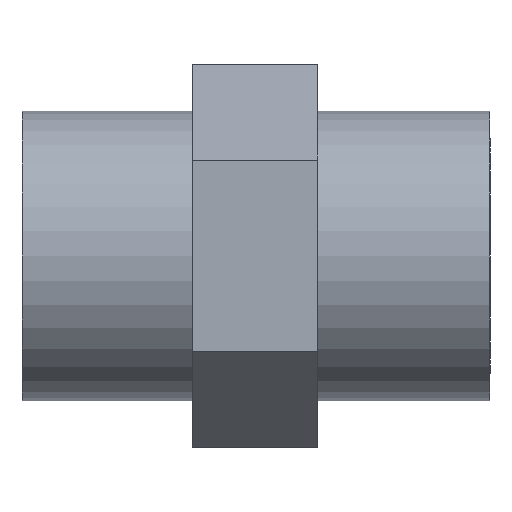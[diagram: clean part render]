
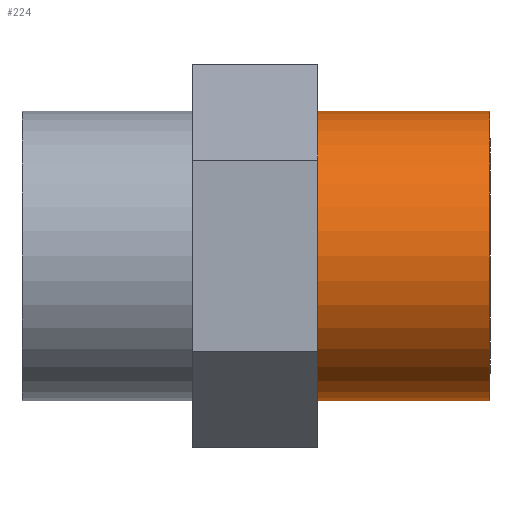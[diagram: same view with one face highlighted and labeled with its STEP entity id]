
A CAD part, front view. The second image highlights one B-rep face of the part: STEP entity #224.
In plain terms, the highlighted cylindrical face has radius 11.748 mm (diameter 23.495 mm), a partial arc.
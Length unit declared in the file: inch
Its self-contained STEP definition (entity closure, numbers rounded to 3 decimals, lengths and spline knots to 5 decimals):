
#2 = DIRECTION ( 'NONE',  ( -1., 0., 0. ) ) ;
#25 = ORIENTED_EDGE ( 'NONE', *, *, #139, .F. ) ;
#32 = EDGE_CURVE ( 'NONE', #213, #274, #74, .T. ) ;
#45 = ORIENTED_EDGE ( 'NONE', *, *, #32, .T. ) ;
#74 = LINE ( 'NONE', #137, #501 ) ;
#107 = CARTESIAN_POINT ( 'NONE',  ( 0.75, 0., 0.4625 ) ) ;
#108 = CARTESIAN_POINT ( 'NONE',  ( 0.75, 0., 0. ) ) ;
#117 = AXIS2_PLACEMENT_3D ( 'NONE', #206, #481, #242 ) ;
#137 = CARTESIAN_POINT ( 'NONE',  ( 0.75, 0., 0.4625 ) ) ;
#139 = EDGE_CURVE ( 'NONE', #151, #212, #415, .T. ) ;
#144 = DIRECTION ( 'NONE',  ( 0., 0., -1. ) ) ;
#151 = VERTEX_POINT ( 'NONE', #379 ) ;
#154 = CARTESIAN_POINT ( 'NONE',  ( 0.75, 0., 0. ) ) ;
#184 = DIRECTION ( 'NONE',  ( -1., 0., 0. ) ) ;
#199 = EDGE_CURVE ( 'NONE', #212, #274, #517, .T. ) ;
#206 = CARTESIAN_POINT ( 'NONE',  ( 0.2, 0., 0. ) ) ;
#207 = AXIS2_PLACEMENT_3D ( 'NONE', #154, #436, #477 ) ;
#211 = CIRCLE ( 'NONE', #282, 0.4625 ) ;
#212 = VERTEX_POINT ( 'NONE', #343 ) ;
#213 = VERTEX_POINT ( 'NONE', #107 ) ;
#224 = ADVANCED_FACE ( 'NONE', ( #356 ), #499, .T. ) ;
#242 = DIRECTION ( 'NONE',  ( 0., 0., -1. ) ) ;
#267 = CARTESIAN_POINT ( 'NONE',  ( 0.2, 0., 0.4625 ) ) ;
#274 = VERTEX_POINT ( 'NONE', #267 ) ;
#282 = AXIS2_PLACEMENT_3D ( 'NONE', #108, #426, #144 ) ;
#329 = EDGE_CURVE ( 'NONE', #213, #151, #211, .T. ) ;
#343 = CARTESIAN_POINT ( 'NONE',  ( 0.2, 0., -0.4625 ) ) ;
#356 = FACE_OUTER_BOUND ( 'NONE', #418, .T. ) ;
#379 = CARTESIAN_POINT ( 'NONE',  ( 0.75, 0., -0.4625 ) ) ;
#412 = ORIENTED_EDGE ( 'NONE', *, *, #199, .F. ) ;
#415 = LINE ( 'NONE', #511, #474 ) ;
#417 = ORIENTED_EDGE ( 'NONE', *, *, #329, .F. ) ;
#418 = EDGE_LOOP ( 'NONE', ( #25, #417, #45, #412 ) ) ;
#426 = DIRECTION ( 'NONE',  ( 1., 0., 0. ) ) ;
#436 = DIRECTION ( 'NONE',  ( -1., 0., 0. ) ) ;
#474 = VECTOR ( 'NONE', #184, 39.37008 ) ;
#477 = DIRECTION ( 'NONE',  ( 0., 0., 1. ) ) ;
#481 = DIRECTION ( 'NONE',  ( -1., 0., 0. ) ) ;
#499 = CYLINDRICAL_SURFACE ( 'NONE', #207, 0.4625 ) ;
#501 = VECTOR ( 'NONE', #2, 39.37008 ) ;
#511 = CARTESIAN_POINT ( 'NONE',  ( 0.75, 0., -0.4625 ) ) ;
#517 = CIRCLE ( 'NONE', #117, 0.4625 ) ;
